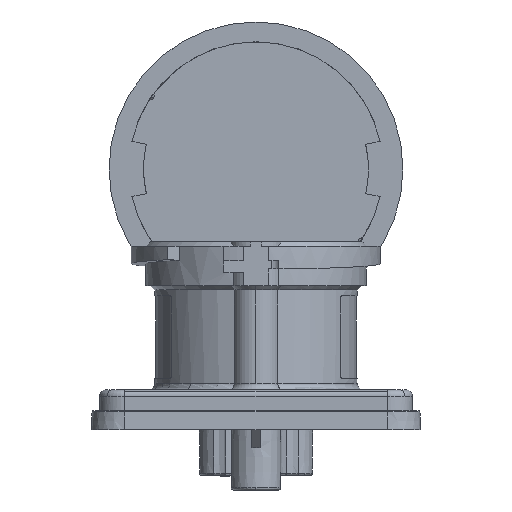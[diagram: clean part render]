
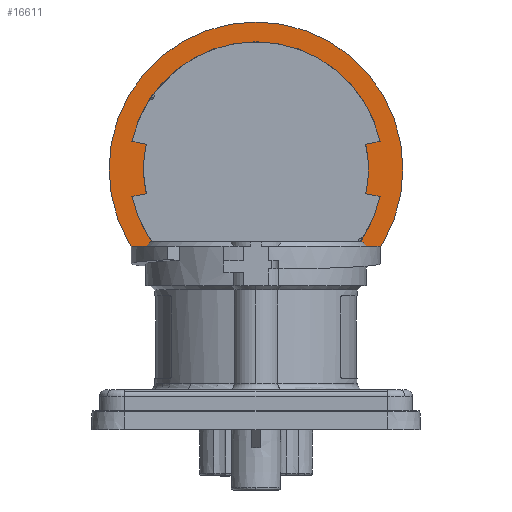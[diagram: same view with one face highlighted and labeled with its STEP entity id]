
A CAD part, front view. The second image highlights one B-rep face of the part: STEP entity #16611.
In plain terms, the highlighted planar face has unit normal (0, -1, 0).
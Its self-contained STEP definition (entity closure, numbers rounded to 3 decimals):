
#38 = DIRECTION ( 'NONE',  ( 0., 1., 0. ) ) ;
#761 = DIRECTION ( 'NONE',  ( -1., 0., 0. ) ) ;
#1204 = CARTESIAN_POINT ( 'NONE',  ( 0., 46.5, -12.35 ) ) ;
#1263 = FACE_BOUND ( 'NONE', #23261, .T. ) ;
#1712 = DIRECTION ( 'NONE',  ( 0., -1., 0. ) ) ;
#1935 = EDGE_CURVE ( 'NONE', #3206, #12388, #17464, .T. ) ;
#1999 = DIRECTION ( 'NONE',  ( 1., 0., 0. ) ) ;
#2536 = CIRCLE ( 'NONE', #18693, 30.5 ) ;
#3206 = VERTEX_POINT ( 'NONE', #37906 ) ;
#3235 = CARTESIAN_POINT ( 'NONE',  ( 0., 46.5, 17.5 ) ) ;
#3250 = ORIENTED_EDGE ( 'NONE', *, *, #12972, .T. ) ;
#3817 = CARTESIAN_POINT ( 'NONE',  ( 0., 46.5, 17.5 ) ) ;
#3894 = VERTEX_POINT ( 'NONE', #34708 ) ;
#4012 = CARTESIAN_POINT ( 'NONE',  ( 0., 46.5, 17.5 ) ) ;
#4209 = ORIENTED_EDGE ( 'NONE', *, *, #7563, .T. ) ;
#4211 = EDGE_CURVE ( 'NONE', #25168, #4847, #20586, .T. ) ;
#4325 = EDGE_CURVE ( 'NONE', #11418, #3894, #28601, .T. ) ;
#4392 = CARTESIAN_POINT ( 'NONE',  ( 35.25, 46.5, 17.5 ) ) ;
#4847 = VERTEX_POINT ( 'NONE', #26513 ) ;
#4904 = DIRECTION ( 'NONE',  ( 0., -1., 0. ) ) ;
#5064 = AXIS2_PLACEMENT_3D ( 'NONE', #4012, #25921, #761 ) ;
#5119 = DIRECTION ( 'NONE',  ( -1., 0., 0. ) ) ;
#5336 = CIRCLE ( 'NONE', #26734, 26.95 ) ;
#6323 = CARTESIAN_POINT ( 'NONE',  ( 0., 46.5, 17.5 ) ) ;
#6341 = ORIENTED_EDGE ( 'NONE', *, *, #4211, .F. ) ;
#6492 = VERTEX_POINT ( 'NONE', #36070 ) ;
#6758 = DIRECTION ( 'NONE',  ( -0.978, 0., 0.208 ) ) ;
#6899 = DIRECTION ( 'NONE',  ( 0., -1., 0. ) ) ;
#7186 = ORIENTED_EDGE ( 'NONE', *, *, #23170, .T. ) ;
#7192 = ORIENTED_EDGE ( 'NONE', *, *, #33520, .F. ) ;
#7563 = EDGE_CURVE ( 'NONE', #23080, #18298, #16502, .T. ) ;
#7626 = VECTOR ( 'NONE', #38725, 1000. ) ;
#7945 = CARTESIAN_POINT ( 'NONE',  ( -0.768, 46.5, -12.99 ) ) ;
#7951 = DIRECTION ( 'NONE',  ( -1., 0., 0. ) ) ;
#8050 = CARTESIAN_POINT ( 'NONE',  ( -26.296, 46.5, 11.6 ) ) ;
#8155 = CARTESIAN_POINT ( 'NONE',  ( 0., 46.5, 17.5 ) ) ;
#8547 = CARTESIAN_POINT ( 'NONE',  ( -26.296, 46.5, 11.6 ) ) ;
#8679 = EDGE_CURVE ( 'NONE', #18652, #24891, #5336, .T. ) ;
#8885 = EDGE_LOOP ( 'NONE', ( #4209, #14777 ) ) ;
#9441 = CIRCLE ( 'NONE', #16560, 26.95 ) ;
#9460 = CARTESIAN_POINT ( 'NONE',  ( 0., 46.5, 17.5 ) ) ;
#10249 = DIRECTION ( 'NONE',  ( 0., 1., 0. ) ) ;
#10339 = DIRECTION ( 'NONE',  ( 0.923, 0., -0.386 ) ) ;
#10509 = AXIS2_PLACEMENT_3D ( 'NONE', #13844, #4904, #7951 ) ;
#11418 = VERTEX_POINT ( 'NONE', #23995 ) ;
#12388 = VERTEX_POINT ( 'NONE', #8050 ) ;
#12394 = CARTESIAN_POINT ( 'NONE',  ( 26.296, 46.5, 11.6 ) ) ;
#12596 = ORIENTED_EDGE ( 'NONE', *, *, #4325, .T. ) ;
#12829 = ORIENTED_EDGE ( 'NONE', *, *, #8679, .T. ) ;
#12972 = EDGE_CURVE ( 'NONE', #24891, #31431, #21984, .T. ) ;
#13547 = LINE ( 'NONE', #38689, #20726 ) ;
#13844 = CARTESIAN_POINT ( 'NONE',  ( -32.875, 46.5, 17.5 ) ) ;
#13941 = DIRECTION ( 'NONE',  ( 0.978, 0., -0.208 ) ) ;
#13959 = VECTOR ( 'NONE', #30252, 1000. ) ;
#14368 = DIRECTION ( 'NONE',  ( 0., 1., 0. ) ) ;
#14421 = CARTESIAN_POINT ( 'NONE',  ( -26.95, 46.5, 17.5 ) ) ;
#14441 = FACE_OUTER_BOUND ( 'NONE', #8885, .T. ) ;
#14445 = DIRECTION ( 'NONE',  ( 0., 1., 0. ) ) ;
#14777 = ORIENTED_EDGE ( 'NONE', *, *, #33506, .T. ) ;
#15953 = VECTOR ( 'NONE', #6758, 1000. ) ;
#16502 = CIRCLE ( 'NONE', #21028, 35.25 ) ;
#16560 = AXIS2_PLACEMENT_3D ( 'NONE', #6323, #38, #39612 ) ;
#16611 = ADVANCED_FACE ( 'NONE', ( #1263, #14441 ), #38572, .T. ) ;
#17182 = ORIENTED_EDGE ( 'NONE', *, *, #24424, .F. ) ;
#17255 = CIRCLE ( 'NONE', #28262, 26.95 ) ;
#17368 = CIRCLE ( 'NONE', #40051, 30.5 ) ;
#17464 = LINE ( 'NONE', #8547, #13959 ) ;
#18298 = VERTEX_POINT ( 'NONE', #4392 ) ;
#18628 = CARTESIAN_POINT ( 'NONE',  ( -35.25, 46.5, 17.5 ) ) ;
#18648 = AXIS2_PLACEMENT_3D ( 'NONE', #1204, #6899, #10339 ) ;
#18652 = VERTEX_POINT ( 'NONE', #14421 ) ;
#18693 = AXIS2_PLACEMENT_3D ( 'NONE', #29321, #1712, #35781 ) ;
#18786 = VERTEX_POINT ( 'NONE', #12394 ) ;
#19219 = DIRECTION ( 'NONE',  ( -1., 0., 0. ) ) ;
#19301 = CIRCLE ( 'NONE', #5064, 35.25 ) ;
#19464 = VERTEX_POINT ( 'NONE', #39679 ) ;
#20422 = CARTESIAN_POINT ( 'NONE',  ( 0., 46.5, 17.5 ) ) ;
#20586 = CIRCLE ( 'NONE', #18648, 1. ) ;
#20669 = AXIS2_PLACEMENT_3D ( 'NONE', #8155, #14445, #5119 ) ;
#20726 = VECTOR ( 'NONE', #13941, 1000. ) ;
#20782 = CIRCLE ( 'NONE', #36349, 30.5 ) ;
#20834 = ORIENTED_EDGE ( 'NONE', *, *, #36068, .T. ) ;
#21028 = AXIS2_PLACEMENT_3D ( 'NONE', #3235, #33845, #24528 ) ;
#21984 = LINE ( 'NONE', #34533, #15953 ) ;
#22722 = CARTESIAN_POINT ( 'NONE',  ( 26.296, 46.5, 23.4 ) ) ;
#23080 = VERTEX_POINT ( 'NONE', #18628 ) ;
#23170 = EDGE_CURVE ( 'NONE', #18786, #19464, #13547, .T. ) ;
#23261 = EDGE_LOOP ( 'NONE', ( #6341, #27128, #25339, #25445, #12829, #3250, #7192, #12596, #20834, #36555, #7186, #17182 ) ) ;
#23875 = DIRECTION ( 'NONE',  ( -1., 0., 0. ) ) ;
#23995 = CARTESIAN_POINT ( 'NONE',  ( 29.769, 46.5, 24.138 ) ) ;
#24424 = EDGE_CURVE ( 'NONE', #4847, #19464, #20782, .T. ) ;
#24528 = DIRECTION ( 'NONE',  ( -1., 0., 0. ) ) ;
#24891 = VERTEX_POINT ( 'NONE', #37990 ) ;
#25168 = VERTEX_POINT ( 'NONE', #7945 ) ;
#25339 = ORIENTED_EDGE ( 'NONE', *, *, #1935, .T. ) ;
#25445 = ORIENTED_EDGE ( 'NONE', *, *, #27475, .T. ) ;
#25921 = DIRECTION ( 'NONE',  ( 0., -1., 0. ) ) ;
#26513 = CARTESIAN_POINT ( 'NONE',  ( 0.768, 46.5, -12.99 ) ) ;
#26734 = AXIS2_PLACEMENT_3D ( 'NONE', #9460, #10249, #38036 ) ;
#27128 = ORIENTED_EDGE ( 'NONE', *, *, #34096, .F. ) ;
#27165 = CARTESIAN_POINT ( 'NONE',  ( 0., 46.5, 17.5 ) ) ;
#27475 = EDGE_CURVE ( 'NONE', #12388, #18652, #38798, .T. ) ;
#28262 = AXIS2_PLACEMENT_3D ( 'NONE', #27165, #14368, #1999 ) ;
#28601 = LINE ( 'NONE', #22722, #7626 ) ;
#29321 = CARTESIAN_POINT ( 'NONE',  ( 0., 46.5, 17.5 ) ) ;
#30252 = DIRECTION ( 'NONE',  ( 0.978, 0., 0.208 ) ) ;
#30616 = EDGE_CURVE ( 'NONE', #6492, #18786, #17255, .T. ) ;
#31431 = VERTEX_POINT ( 'NONE', #38115 ) ;
#33506 = EDGE_CURVE ( 'NONE', #18298, #23080, #19301, .T. ) ;
#33520 = EDGE_CURVE ( 'NONE', #11418, #31431, #17368, .T. ) ;
#33845 = DIRECTION ( 'NONE',  ( 0., -1., 0. ) ) ;
#34096 = EDGE_CURVE ( 'NONE', #3206, #25168, #2536, .T. ) ;
#34533 = CARTESIAN_POINT ( 'NONE',  ( -29.769, 46.5, 24.138 ) ) ;
#34708 = CARTESIAN_POINT ( 'NONE',  ( 26.296, 46.5, 23.4 ) ) ;
#35781 = DIRECTION ( 'NONE',  ( -1., 0., 0. ) ) ;
#36068 = EDGE_CURVE ( 'NONE', #3894, #6492, #9441, .T. ) ;
#36070 = CARTESIAN_POINT ( 'NONE',  ( 26.95, 46.5, 17.5 ) ) ;
#36349 = AXIS2_PLACEMENT_3D ( 'NONE', #20422, #39707, #23875 ) ;
#36555 = ORIENTED_EDGE ( 'NONE', *, *, #30616, .T. ) ;
#37677 = DIRECTION ( 'NONE',  ( 0., -1., 0. ) ) ;
#37906 = CARTESIAN_POINT ( 'NONE',  ( -29.769, 46.5, 10.862 ) ) ;
#37990 = CARTESIAN_POINT ( 'NONE',  ( -26.296, 46.5, 23.4 ) ) ;
#38036 = DIRECTION ( 'NONE',  ( -1., 0., 0. ) ) ;
#38115 = CARTESIAN_POINT ( 'NONE',  ( -29.769, 46.5, 24.138 ) ) ;
#38572 = PLANE ( 'NONE',  #10509 ) ;
#38689 = CARTESIAN_POINT ( 'NONE',  ( 29.769, 46.5, 10.862 ) ) ;
#38725 = DIRECTION ( 'NONE',  ( -0.978, 0., -0.208 ) ) ;
#38798 = CIRCLE ( 'NONE', #20669, 26.95 ) ;
#39612 = DIRECTION ( 'NONE',  ( 1., 0., 0. ) ) ;
#39679 = CARTESIAN_POINT ( 'NONE',  ( 29.769, 46.5, 10.862 ) ) ;
#39707 = DIRECTION ( 'NONE',  ( 0., -1., 0. ) ) ;
#40051 = AXIS2_PLACEMENT_3D ( 'NONE', #3817, #37677, #19219 ) ;
